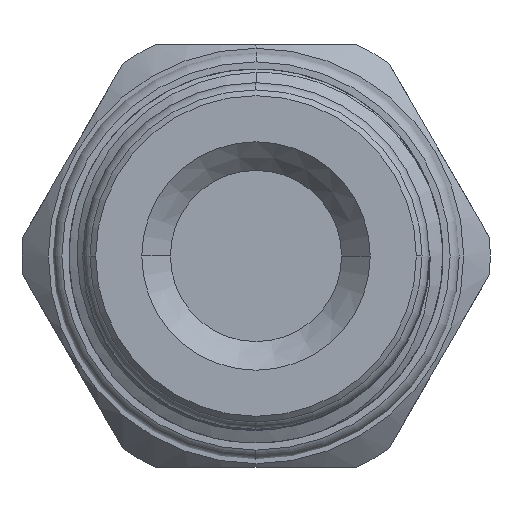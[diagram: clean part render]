
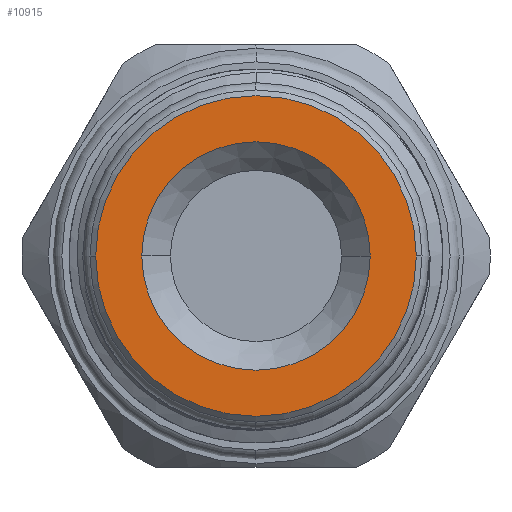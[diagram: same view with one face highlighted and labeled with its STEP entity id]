
A CAD part, left-side view. The second image highlights one B-rep face of the part: STEP entity #10915.
In plain terms, the highlighted planar face has unit normal (-1, 0, 0).
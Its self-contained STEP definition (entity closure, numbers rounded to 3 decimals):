
#351 = DIRECTION ( 'NONE',  ( 0., 1., 0. ) ) ;
#465 = CARTESIAN_POINT ( 'NONE',  ( -17.45, 0., 0. ) ) ;
#1161 = CARTESIAN_POINT ( 'NONE',  ( -17.45, -8.425, 0. ) ) ;
#1243 = DIRECTION ( 'NONE',  ( 0., 1., 0. ) ) ;
#1575 = PLANE ( 'NONE',  #12611 ) ;
#1588 = VERTEX_POINT ( 'NONE', #1161 ) ;
#2012 = EDGE_LOOP ( 'NONE', ( #10093, #6908 ) ) ;
#2208 = AXIS2_PLACEMENT_3D ( 'NONE', #3850, #14223, #351 ) ;
#2414 = EDGE_CURVE ( 'NONE', #3050, #10064, #4359, .T. ) ;
#2550 = EDGE_CURVE ( 'NONE', #10064, #3050, #6163, .T. ) ;
#3050 = VERTEX_POINT ( 'NONE', #8183 ) ;
#3294 = AXIS2_PLACEMENT_3D ( 'NONE', #9755, #5860, #4732 ) ;
#3825 = EDGE_LOOP ( 'NONE', ( #6358, #14908 ) ) ;
#3850 = CARTESIAN_POINT ( 'NONE',  ( -17.45, 0., 0. ) ) ;
#3910 = FACE_BOUND ( 'NONE', #3825, .T. ) ;
#4359 = CIRCLE ( 'NONE', #3294, 6. ) ;
#4732 = DIRECTION ( 'NONE',  ( 0., 1., 0. ) ) ;
#4887 = VERTEX_POINT ( 'NONE', #6310 ) ;
#5860 = DIRECTION ( 'NONE',  ( 1., 0., 0. ) ) ;
#6163 = CIRCLE ( 'NONE', #7819, 6. ) ;
#6310 = CARTESIAN_POINT ( 'NONE',  ( -17.45, 8.425, 0. ) ) ;
#6358 = ORIENTED_EDGE ( 'NONE', *, *, #2550, .T. ) ;
#6908 = ORIENTED_EDGE ( 'NONE', *, *, #10591, .T. ) ;
#7819 = AXIS2_PLACEMENT_3D ( 'NONE', #13928, #11315, #10065 ) ;
#8140 = AXIS2_PLACEMENT_3D ( 'NONE', #12911, #11405, #1243 ) ;
#8182 = CARTESIAN_POINT ( 'NONE',  ( -17.45, 6., 0. ) ) ;
#8183 = CARTESIAN_POINT ( 'NONE',  ( -17.45, -6., 0. ) ) ;
#8939 = FACE_OUTER_BOUND ( 'NONE', #2012, .T. ) ;
#9755 = CARTESIAN_POINT ( 'NONE',  ( -17.45, 0., 0. ) ) ;
#10064 = VERTEX_POINT ( 'NONE', #8182 ) ;
#10065 = DIRECTION ( 'NONE',  ( 0., 1., 0. ) ) ;
#10093 = ORIENTED_EDGE ( 'NONE', *, *, #12418, .T. ) ;
#10509 = DIRECTION ( 'NONE',  ( -1., 0., 0. ) ) ;
#10591 = EDGE_CURVE ( 'NONE', #4887, #1588, #15872, .T. ) ;
#10915 = ADVANCED_FACE ( 'NONE', ( #3910, #8939 ), #1575, .T. ) ;
#11315 = DIRECTION ( 'NONE',  ( 1., 0., 0. ) ) ;
#11405 = DIRECTION ( 'NONE',  ( -1., 0., 0. ) ) ;
#11805 = DIRECTION ( 'NONE',  ( 0., 1., 0. ) ) ;
#12418 = EDGE_CURVE ( 'NONE', #1588, #4887, #15076, .T. ) ;
#12611 = AXIS2_PLACEMENT_3D ( 'NONE', #465, #10509, #11805 ) ;
#12911 = CARTESIAN_POINT ( 'NONE',  ( -17.45, 0., 0. ) ) ;
#13928 = CARTESIAN_POINT ( 'NONE',  ( -17.45, 0., 0. ) ) ;
#14223 = DIRECTION ( 'NONE',  ( -1., 0., 0. ) ) ;
#14908 = ORIENTED_EDGE ( 'NONE', *, *, #2414, .T. ) ;
#15076 = CIRCLE ( 'NONE', #8140, 8.425 ) ;
#15872 = CIRCLE ( 'NONE', #2208, 8.425 ) ;
